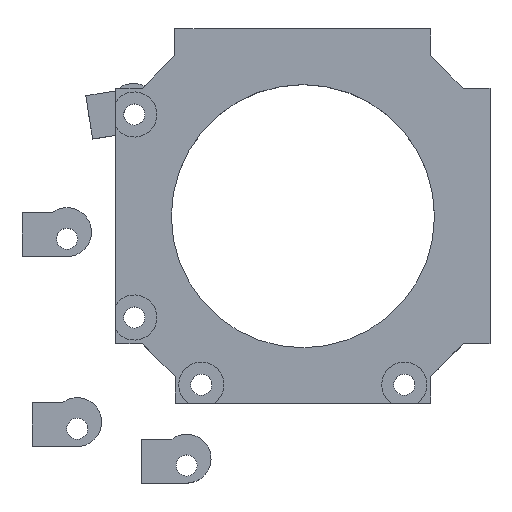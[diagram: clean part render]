
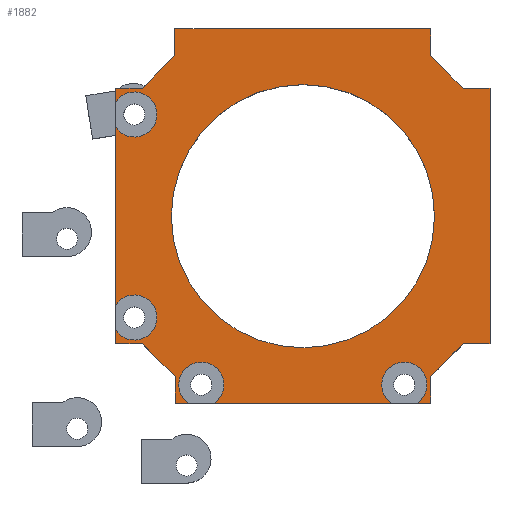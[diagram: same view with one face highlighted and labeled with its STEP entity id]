
A CAD part, top view. The second image highlights one B-rep face of the part: STEP entity #1882.
In plain terms, the highlighted planar face has unit normal (0, 0, 1).
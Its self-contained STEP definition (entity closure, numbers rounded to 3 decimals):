
#74=FACE_BOUND('',#295,.T.);
#85=CIRCLE('',#1979,3.);
#94=CIRCLE('',#2007,3.);
#101=CIRCLE('',#2030,3.);
#109=CIRCLE('',#2057,3.);
#111=CIRCLE('',#2061,17.5);
#186=FACE_OUTER_BOUND('',#294,.T.);
#294=EDGE_LOOP('',(#1600,#1601,#1602,#1603,#1604,#1605,#1606,#1607,#1608,
#1609,#1610,#1611,#1612,#1613,#1614,#1615,#1616,#1617,#1618,#1619,#1620,
#1621,#1622,#1623));
#295=EDGE_LOOP('',(#1624));
#366=LINE('',#2707,#590);
#367=LINE('',#2709,#591);
#371=LINE('',#2717,#595);
#385=LINE('',#2744,#609);
#388=LINE('',#2750,#612);
#444=LINE('',#2881,#668);
#479=LINE('',#2967,#703);
#480=LINE('',#2969,#704);
#484=LINE('',#2977,#708);
#495=LINE('',#2997,#719);
#496=LINE('',#2999,#720);
#509=LINE('',#3038,#733);
#510=LINE('',#3040,#734);
#511=LINE('',#3042,#735);
#512=LINE('',#3044,#736);
#513=LINE('',#3046,#737);
#514=LINE('',#3048,#738);
#515=LINE('',#3050,#739);
#516=LINE('',#3052,#740);
#517=LINE('',#3053,#741);
#590=VECTOR('',#2193,10.);
#591=VECTOR('',#2194,10.);
#595=VECTOR('',#2198,10.);
#609=VECTOR('',#2216,10.);
#612=VECTOR('',#2221,10.);
#668=VECTOR('',#2331,10.);
#703=VECTOR('',#2414,10.);
#704=VECTOR('',#2415,10.);
#708=VECTOR('',#2419,10.);
#719=VECTOR('',#2434,10.);
#720=VECTOR('',#2437,10.);
#733=VECTOR('',#2484,10.);
#734=VECTOR('',#2485,10.);
#735=VECTOR('',#2486,10.);
#736=VECTOR('',#2487,10.);
#737=VECTOR('',#2488,10.);
#738=VECTOR('',#2489,10.);
#739=VECTOR('',#2490,10.);
#740=VECTOR('',#2491,10.);
#741=VECTOR('',#2492,10.);
#800=VERTEX_POINT('',#2678);
#801=VERTEX_POINT('',#2680);
#808=VERTEX_POINT('',#2705);
#809=VERTEX_POINT('',#2708);
#812=VERTEX_POINT('',#2714);
#813=VERTEX_POINT('',#2716);
#824=VERTEX_POINT('',#2742);
#826=VERTEX_POINT('',#2748);
#874=VERTEX_POINT('',#2880);
#886=VERTEX_POINT('',#2921);
#887=VERTEX_POINT('',#2923);
#901=VERTEX_POINT('',#2965);
#902=VERTEX_POINT('',#2968);
#905=VERTEX_POINT('',#2974);
#906=VERTEX_POINT('',#2976);
#913=VERTEX_POINT('',#2995);
#922=VERTEX_POINT('',#3037);
#923=VERTEX_POINT('',#3039);
#924=VERTEX_POINT('',#3041);
#925=VERTEX_POINT('',#3043);
#926=VERTEX_POINT('',#3045);
#927=VERTEX_POINT('',#3047);
#928=VERTEX_POINT('',#3049);
#929=VERTEX_POINT('',#3051);
#930=VERTEX_POINT('',#3054);
#984=EDGE_CURVE('',#801,#800,#85,.T.);
#998=EDGE_CURVE('',#800,#808,#366,.T.);
#999=EDGE_CURVE('',#809,#801,#367,.T.);
#1003=EDGE_CURVE('',#813,#812,#371,.T.);
#1017=EDGE_CURVE('',#808,#824,#385,.T.);
#1020=EDGE_CURVE('',#824,#826,#388,.T.);
#1050=EDGE_CURVE('',#812,#809,#94,.T.);
#1085=EDGE_CURVE('',#874,#813,#444,.T.);
#1106=EDGE_CURVE('',#887,#886,#101,.T.);
#1128=EDGE_CURVE('',#886,#901,#479,.T.);
#1129=EDGE_CURVE('',#902,#887,#480,.T.);
#1133=EDGE_CURVE('',#906,#905,#484,.T.);
#1144=EDGE_CURVE('',#901,#913,#495,.T.);
#1145=EDGE_CURVE('',#913,#874,#496,.T.);
#1161=EDGE_CURVE('',#905,#902,#109,.T.);
#1164=EDGE_CURVE('',#826,#922,#509,.T.);
#1165=EDGE_CURVE('',#922,#923,#510,.T.);
#1166=EDGE_CURVE('',#923,#924,#511,.T.);
#1167=EDGE_CURVE('',#924,#925,#512,.T.);
#1168=EDGE_CURVE('',#925,#926,#513,.T.);
#1169=EDGE_CURVE('',#926,#927,#514,.T.);
#1170=EDGE_CURVE('',#927,#928,#515,.T.);
#1171=EDGE_CURVE('',#928,#929,#516,.T.);
#1172=EDGE_CURVE('',#929,#906,#517,.T.);
#1173=EDGE_CURVE('',#930,#930,#111,.T.);
#1600=ORIENTED_EDGE('',*,*,#984,.T.);
#1601=ORIENTED_EDGE('',*,*,#998,.T.);
#1602=ORIENTED_EDGE('',*,*,#1017,.T.);
#1603=ORIENTED_EDGE('',*,*,#1020,.T.);
#1604=ORIENTED_EDGE('',*,*,#1164,.T.);
#1605=ORIENTED_EDGE('',*,*,#1165,.T.);
#1606=ORIENTED_EDGE('',*,*,#1166,.T.);
#1607=ORIENTED_EDGE('',*,*,#1167,.T.);
#1608=ORIENTED_EDGE('',*,*,#1168,.T.);
#1609=ORIENTED_EDGE('',*,*,#1169,.T.);
#1610=ORIENTED_EDGE('',*,*,#1170,.T.);
#1611=ORIENTED_EDGE('',*,*,#1171,.T.);
#1612=ORIENTED_EDGE('',*,*,#1172,.T.);
#1613=ORIENTED_EDGE('',*,*,#1133,.T.);
#1614=ORIENTED_EDGE('',*,*,#1161,.T.);
#1615=ORIENTED_EDGE('',*,*,#1129,.T.);
#1616=ORIENTED_EDGE('',*,*,#1106,.T.);
#1617=ORIENTED_EDGE('',*,*,#1128,.T.);
#1618=ORIENTED_EDGE('',*,*,#1144,.T.);
#1619=ORIENTED_EDGE('',*,*,#1145,.T.);
#1620=ORIENTED_EDGE('',*,*,#1085,.T.);
#1621=ORIENTED_EDGE('',*,*,#1003,.T.);
#1622=ORIENTED_EDGE('',*,*,#1050,.T.);
#1623=ORIENTED_EDGE('',*,*,#999,.T.);
#1624=ORIENTED_EDGE('',*,*,#1173,.T.);
#1794=PLANE('',#2060);
#1882=ADVANCED_FACE('',(#186,#74),#1794,.F.);
#1979=AXIS2_PLACEMENT_3D('',#2681,#2166,#2167);
#2007=AXIS2_PLACEMENT_3D('',#2810,#2279,#2280);
#2030=AXIS2_PLACEMENT_3D('',#2924,#2374,#2375);
#2057=AXIS2_PLACEMENT_3D('',#3031,#2475,#2476);
#2060=AXIS2_PLACEMENT_3D('',#3036,#2482,#2483);
#2061=AXIS2_PLACEMENT_3D('',#3055,#2493,#2494);
#2166=DIRECTION('center_axis',(0.,0.,
-1.));
#2167=DIRECTION('ref_axis',(0.,1.,0.));
#2193=DIRECTION('',(1.,0.,0.));
#2194=DIRECTION('',(1.,0.,0.));
#2198=DIRECTION('',(1.,0.,0.));
#2216=DIRECTION('',(0.,1.,0.));
#2221=DIRECTION('',(0.707,0.707,0.));
#2279=DIRECTION('center_axis',(0.,0.,
-1.));
#2280=DIRECTION('ref_axis',(0.,1.,0.));
#2331=DIRECTION('',(0.,-1.,0.));
#2374=DIRECTION('center_axis',(0.,0.,
-1.));
#2375=DIRECTION('ref_axis',(1.,0.,0.));
#2414=DIRECTION('',(0.,-1.,0.));
#2415=DIRECTION('',(0.,-1.,0.));
#2419=DIRECTION('',(0.,-1.,0.));
#2434=DIRECTION('',(1.,0.,0.));
#2437=DIRECTION('',(0.707,-0.707,0.));
#2475=DIRECTION('center_axis',(0.,0.,
-1.));
#2476=DIRECTION('ref_axis',(1.,0.,0.));
#2482=DIRECTION('center_axis',(0.,0.,
-1.));
#2483=DIRECTION('ref_axis',(-1.,0.,0.));
#2484=DIRECTION('',(1.,0.,0.));
#2485=DIRECTION('',(0.,1.,0.));
#2486=DIRECTION('',(-1.,0.,0.));
#2487=DIRECTION('',(-0.707,0.707,0.));
#2488=DIRECTION('',(0.,1.,0.));
#2489=DIRECTION('',(-1.,0.,0.));
#2490=DIRECTION('',(0.,-1.,0.));
#2491=DIRECTION('',(-0.707,-0.707,0.));
#2492=DIRECTION('',(-1.,0.,0.));
#2493=DIRECTION('center_axis',(0.,0.,
-1.));
#2494=DIRECTION('ref_axis',(-1.,0.,0.));
#2678=CARTESIAN_POINT('',(-20.211,-3.97,22.));
#2680=CARTESIAN_POINT('',(-23.649,-3.97,22.));
#2681=CARTESIAN_POINT('Origin',(-21.93,-1.511,22.));
#2705=CARTESIAN_POINT('',(-18.43,-3.97,22.));
#2707=CARTESIAN_POINT('',(-27.03,-3.97,22.));
#2708=CARTESIAN_POINT('',(-47.211,-3.97,22.));
#2709=CARTESIAN_POINT('',(-27.03,-3.97,22.));
#2714=CARTESIAN_POINT('',(-50.649,-3.97,22.));
#2716=CARTESIAN_POINT('',(-52.389,-3.97,22.));
#2717=CARTESIAN_POINT('',(-27.03,-3.97,22.));
#2742=CARTESIAN_POINT('',(-18.43,-0.395,22.));
#2744=CARTESIAN_POINT('',(-18.43,8.48,22.));
#2748=CARTESIAN_POINT('',(-14.105,3.93,22.));
#2750=CARTESIAN_POINT('',(-17.349,0.686,22.));
#2810=CARTESIAN_POINT('Origin',(-48.93,-1.511,22.));
#2880=CARTESIAN_POINT('',(-52.389,-0.437,22.));
#2881=CARTESIAN_POINT('',(-52.389,10.247,22.));
#2921=CARTESIAN_POINT('',(-60.33,5.772,22.));
#2923=CARTESIAN_POINT('',(-60.33,9.088,22.));
#2924=CARTESIAN_POINT('Origin',(-57.83,7.43,22.));
#2965=CARTESIAN_POINT('',(-60.33,3.93,22.));
#2967=CARTESIAN_POINT('',(-60.33,12.53,22.));
#2968=CARTESIAN_POINT('',(-60.33,32.772,22.));
#2969=CARTESIAN_POINT('',(-60.33,12.53,22.));
#2974=CARTESIAN_POINT('',(-60.33,36.088,22.));
#2976=CARTESIAN_POINT('',(-60.33,37.93,22.));
#2977=CARTESIAN_POINT('',(-60.33,12.53,22.));
#2995=CARTESIAN_POINT('',(-56.755,3.93,22.));
#2997=CARTESIAN_POINT('',(-47.88,3.93,22.));
#2999=CARTESIAN_POINT('',(-55.674,2.849,22.));
#3031=CARTESIAN_POINT('Origin',(-57.83,34.43,22.));
#3036=CARTESIAN_POINT('Origin',(-58.501,20.93,22.));
#3037=CARTESIAN_POINT('',(-10.53,3.93,22.));
#3038=CARTESIAN_POINT('',(-24.767,3.93,22.));
#3039=CARTESIAN_POINT('',(-10.53,37.93,22.));
#3040=CARTESIAN_POINT('',(-10.53,29.33,22.));
#3041=CARTESIAN_POINT('',(-14.105,37.93,22.));
#3042=CARTESIAN_POINT('',(-22.98,37.93,22.));
#3043=CARTESIAN_POINT('',(-18.43,42.255,22.));
#3044=CARTESIAN_POINT('',(-15.186,39.011,22.));
#3045=CARTESIAN_POINT('',(-18.43,45.83,22.));
#3046=CARTESIAN_POINT('',(-18.43,31.593,22.));
#3047=CARTESIAN_POINT('',(-52.43,45.83,22.));
#3048=CARTESIAN_POINT('',(-43.83,45.83,22.));
#3049=CARTESIAN_POINT('',(-52.43,42.255,22.));
#3050=CARTESIAN_POINT('',(-52.43,33.38,22.));
#3051=CARTESIAN_POINT('',(-56.755,37.93,22.));
#3052=CARTESIAN_POINT('',(-53.511,41.174,22.));
#3053=CARTESIAN_POINT('',(-46.093,37.93,22.));
#3054=CARTESIAN_POINT('',(-17.909,20.909,22.));
#3055=CARTESIAN_POINT('Origin',(-35.409,20.909,22.));
